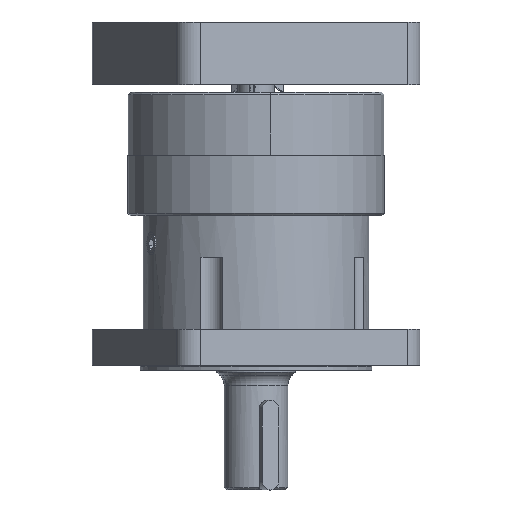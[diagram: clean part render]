
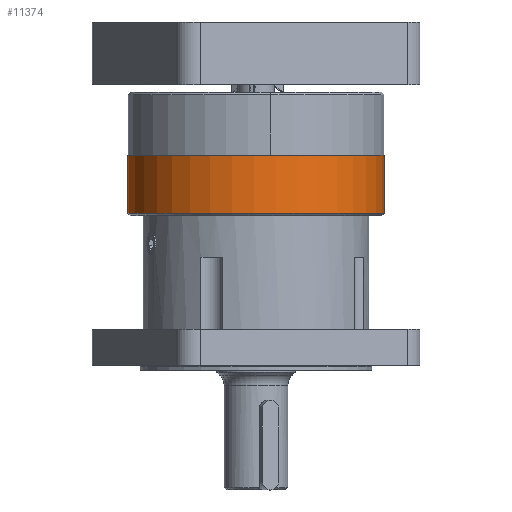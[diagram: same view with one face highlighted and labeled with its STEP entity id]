
A CAD part, front view. The second image highlights one B-rep face of the part: STEP entity #11374.
In plain terms, the highlighted cylindrical face has radius 44.25 mm (diameter 88.5 mm), a partial arc.
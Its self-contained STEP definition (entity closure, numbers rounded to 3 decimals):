
#335 = CARTESIAN_POINT ( 'NONE',  ( -60.553, 132.933, 153.828 ) ) ;
#635 = VERTEX_POINT ( 'NONE', #10169 ) ;
#656 = ORIENTED_EDGE ( 'NONE', *, *, #8748, .T. ) ;
#719 = CARTESIAN_POINT ( 'NONE',  ( -104.798, 133.554, 153.828 ) ) ;
#756 = EDGE_CURVE ( 'NONE', #12657, #16173, #1855, .T. ) ;
#838 = ORIENTED_EDGE ( 'NONE', *, *, #756, .F. ) ;
#1361 = EDGE_CURVE ( 'NONE', #635, #16173, #10070, .T. ) ;
#1378 = AXIS2_PLACEMENT_3D ( 'NONE', #719, #9681, #1982 ) ;
#1855 = LINE ( 'NONE', #15255, #8255 ) ;
#1982 = DIRECTION ( 'NONE',  ( -1., 0.014, 0. ) ) ;
#2379 = DIRECTION ( 'NONE',  ( 1., -0.014, 0. ) ) ;
#2959 = CIRCLE ( 'NONE', #1378, 44.25 ) ;
#3005 = VERTEX_POINT ( 'NONE', #335 ) ;
#3417 = DIRECTION ( 'NONE',  ( 0., 0., 1. ) ) ;
#3431 = CARTESIAN_POINT ( 'NONE',  ( -149.044, 134.176, 173.89 ) ) ;
#3699 = CYLINDRICAL_SURFACE ( 'NONE', #14314, 44.25 ) ;
#4365 = ORIENTED_EDGE ( 'NONE', *, *, #1361, .T. ) ;
#6132 = CARTESIAN_POINT ( 'NONE',  ( -104.798, 133.554, 173.89 ) ) ;
#6902 = CARTESIAN_POINT ( 'NONE',  ( -104.798, 133.554, 158.066 ) ) ;
#7116 = VECTOR ( 'NONE', #3417, 1000. ) ;
#7195 = CARTESIAN_POINT ( 'NONE',  ( -60.553, 132.933, 158.066 ) ) ;
#7703 = LINE ( 'NONE', #7195, #7116 ) ;
#8062 = CARTESIAN_POINT ( 'NONE',  ( -149.044, 134.176, 153.828 ) ) ;
#8255 = VECTOR ( 'NONE', #14240, 1000. ) ;
#8748 = EDGE_CURVE ( 'NONE', #12657, #3005, #2959, .T. ) ;
#9330 = FACE_OUTER_BOUND ( 'NONE', #16486, .T. ) ;
#9681 = DIRECTION ( 'NONE',  ( 0., 0., 1. ) ) ;
#10070 = CIRCLE ( 'NONE', #15355, 44.25 ) ;
#10169 = CARTESIAN_POINT ( 'NONE',  ( -60.553, 132.933, 173.89 ) ) ;
#10768 = DIRECTION ( 'NONE',  ( 0., 0., 1. ) ) ;
#11047 = DIRECTION ( 'NONE',  ( 1., -0.014, 0. ) ) ;
#11374 = ADVANCED_FACE ( 'NONE', ( #9330 ), #3699, .T. ) ;
#11832 = EDGE_CURVE ( 'NONE', #3005, #635, #7703, .T. ) ;
#12631 = ORIENTED_EDGE ( 'NONE', *, *, #11832, .T. ) ;
#12657 = VERTEX_POINT ( 'NONE', #8062 ) ;
#14240 = DIRECTION ( 'NONE',  ( 0., 0., 1. ) ) ;
#14314 = AXIS2_PLACEMENT_3D ( 'NONE', #6902, #10768, #11047 ) ;
#15255 = CARTESIAN_POINT ( 'NONE',  ( -149.044, 134.176, 158.066 ) ) ;
#15355 = AXIS2_PLACEMENT_3D ( 'NONE', #6132, #16323, #2379 ) ;
#16173 = VERTEX_POINT ( 'NONE', #3431 ) ;
#16323 = DIRECTION ( 'NONE',  ( 0., 0., -1. ) ) ;
#16486 = EDGE_LOOP ( 'NONE', ( #838, #656, #12631, #4365 ) ) ;
